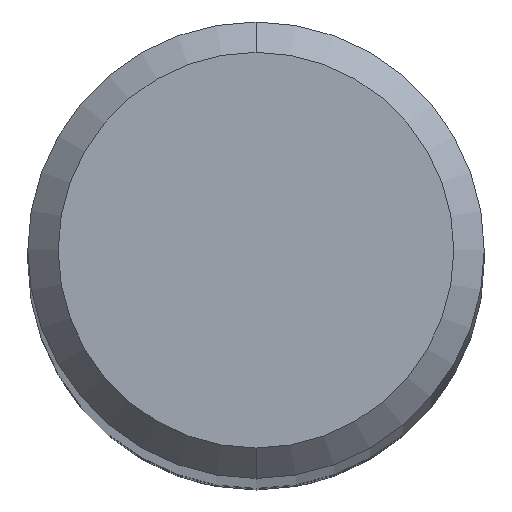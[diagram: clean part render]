
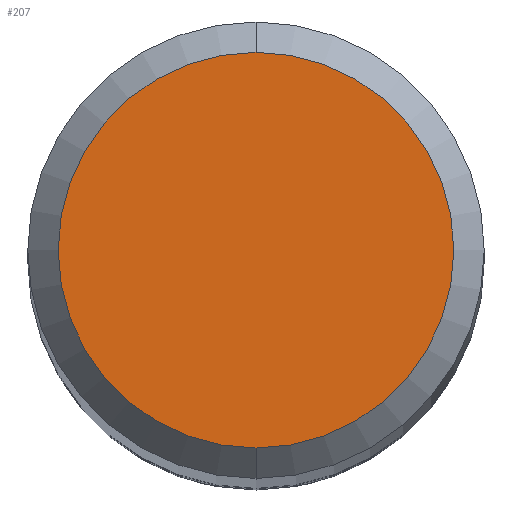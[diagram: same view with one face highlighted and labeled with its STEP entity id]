
A CAD part, top view. The second image highlights one B-rep face of the part: STEP entity #207.
In plain terms, the highlighted planar face has unit normal (0, 0, 1).
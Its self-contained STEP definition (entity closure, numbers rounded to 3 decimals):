
#207=ADVANCED_FACE('',(#514),#515,.T.);
#355=VERTEX_POINT('',#683);
#359=VERTEX_POINT('',#688);
#365=EDGE_CURVE('',#359,#355,#694,.T.);
#417=EDGE_CURVE('',#355,#359,#749,.T.);
#514=FACE_OUTER_BOUND('',#881,.T.);
#515=PLANE('',#882);
#683=CARTESIAN_POINT('',(0.0,2.6,0.0));
#688=CARTESIAN_POINT('',(0.,-2.6,0.0));
#694=CIRCLE('',#1270,2.6);
#749=CIRCLE('',#1360,2.6);
#881=EDGE_LOOP('',(#1469,#1470));
#882=AXIS2_PLACEMENT_3D('',#1471,#1472,#1473);
#1270=AXIS2_PLACEMENT_3D('',#1690,#1691,#1692);
#1360=AXIS2_PLACEMENT_3D('',#1737,#1738,#1739);
#1469=ORIENTED_EDGE('',*,*,#417,.F.);
#1470=ORIENTED_EDGE('',*,*,#365,.F.);
#1471=CARTESIAN_POINT('',(0.0,1.3,0.0));
#1472=DIRECTION('',(-0.0,0.0,1.0));
#1473=DIRECTION('',(0.0,-1.0,0.0));
#1690=CARTESIAN_POINT('',(0.0,0.0,0.0));
#1691=DIRECTION('',(0.0,0.0,-1.0));
#1692=DIRECTION('',(0.0,1.0,0.0));
#1737=CARTESIAN_POINT('',(0.0,0.0,0.0));
#1738=DIRECTION('',(0.0,0.0,-1.0));
#1739=DIRECTION('',(0.0,1.0,0.0));
